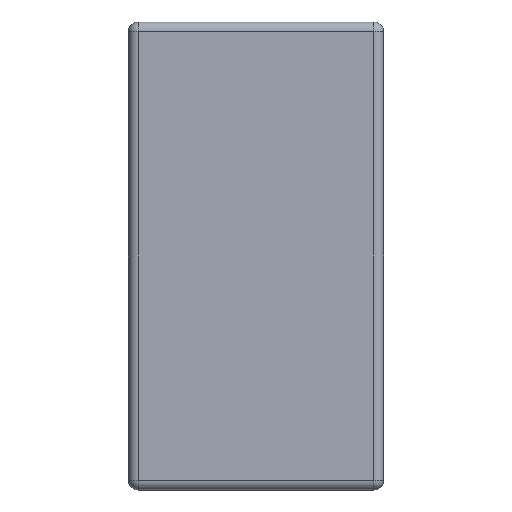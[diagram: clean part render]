
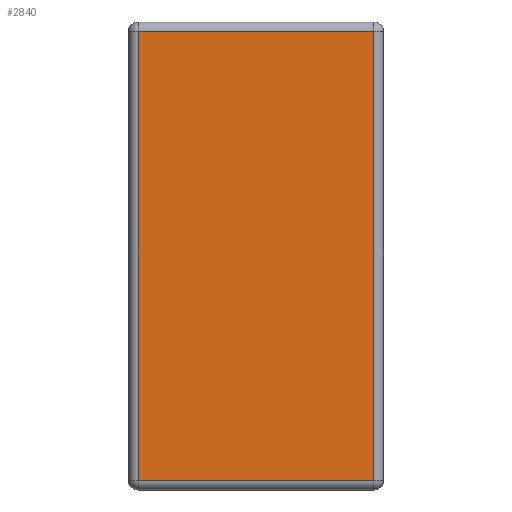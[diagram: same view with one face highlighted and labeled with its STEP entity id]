
A CAD part, left-side view. The second image highlights one B-rep face of the part: STEP entity #2840.
In plain terms, the highlighted planar face has unit normal (-1, 0, 0).
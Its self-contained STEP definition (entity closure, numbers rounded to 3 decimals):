
#57 = VECTOR ( 'NONE', #3510, 1000. ) ;
#114 = AXIS2_PLACEMENT_3D ( 'NONE', #2544, #2519, #341 ) ;
#261 = LINE ( 'NONE', #4591, #57 ) ;
#341 = DIRECTION ( 'NONE',  ( 0., 0., 1. ) ) ;
#363 = ORIENTED_EDGE ( 'NONE', *, *, #4555, .T. ) ;
#381 = CARTESIAN_POINT ( 'NONE',  ( 0., 0.057, -2.693 ) ) ;
#682 = FACE_OUTER_BOUND ( 'NONE', #1784, .T. ) ;
#722 = LINE ( 'NONE', #2493, #1954 ) ;
#991 = LINE ( 'NONE', #3882, #3762 ) ;
#1194 = VERTEX_POINT ( 'NONE', #1656 ) ;
#1313 = ORIENTED_EDGE ( 'NONE', *, *, #1485, .T. ) ;
#1382 = CARTESIAN_POINT ( 'NONE',  ( 0., 0.057, -0.057 ) ) ;
#1485 = EDGE_CURVE ( 'NONE', #3778, #2830, #722, .T. ) ;
#1656 = CARTESIAN_POINT ( 'NONE',  ( 0., 1.443, -0.057 ) ) ;
#1679 = LINE ( 'NONE', #2081, #2212 ) ;
#1784 = EDGE_LOOP ( 'NONE', ( #3028, #1313, #363, #4464 ) ) ;
#1954 = VECTOR ( 'NONE', #2139, 1000. ) ;
#2081 = CARTESIAN_POINT ( 'NONE',  ( 0., 1.443, -2.75 ) ) ;
#2139 = DIRECTION ( 'NONE',  ( 0., 0., 1. ) ) ;
#2212 = VECTOR ( 'NONE', #3076, 1000. ) ;
#2493 = CARTESIAN_POINT ( 'NONE',  ( 0., 0.057, 0. ) ) ;
#2516 = VERTEX_POINT ( 'NONE', #3659 ) ;
#2519 = DIRECTION ( 'NONE',  ( -1., 0., 0. ) ) ;
#2544 = CARTESIAN_POINT ( 'NONE',  ( 0., 0., 0. ) ) ;
#2772 = EDGE_CURVE ( 'NONE', #1194, #2516, #1679, .T. ) ;
#2814 = DIRECTION ( 'NONE',  ( 0., 1., 0. ) ) ;
#2830 = VERTEX_POINT ( 'NONE', #1382 ) ;
#2840 = ADVANCED_FACE ( 'NONE', ( #682 ), #3547, .T. ) ;
#3028 = ORIENTED_EDGE ( 'NONE', *, *, #3596, .T. ) ;
#3076 = DIRECTION ( 'NONE',  ( 0., 0., -1. ) ) ;
#3510 = DIRECTION ( 'NONE',  ( 0., -1., 0. ) ) ;
#3547 = PLANE ( 'NONE',  #114 ) ;
#3596 = EDGE_CURVE ( 'NONE', #2516, #3778, #261, .T. ) ;
#3659 = CARTESIAN_POINT ( 'NONE',  ( 0., 1.443, -2.693 ) ) ;
#3762 = VECTOR ( 'NONE', #2814, 1000. ) ;
#3778 = VERTEX_POINT ( 'NONE', #381 ) ;
#3882 = CARTESIAN_POINT ( 'NONE',  ( 0., 1.5, -0.057 ) ) ;
#4464 = ORIENTED_EDGE ( 'NONE', *, *, #2772, .T. ) ;
#4555 = EDGE_CURVE ( 'NONE', #2830, #1194, #991, .T. ) ;
#4591 = CARTESIAN_POINT ( 'NONE',  ( 0., 0., -2.693 ) ) ;
